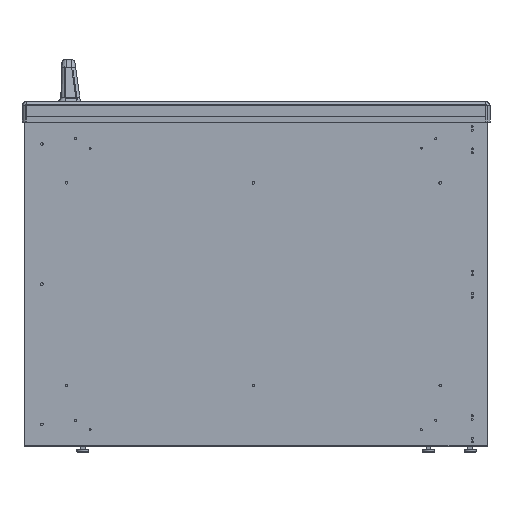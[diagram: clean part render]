
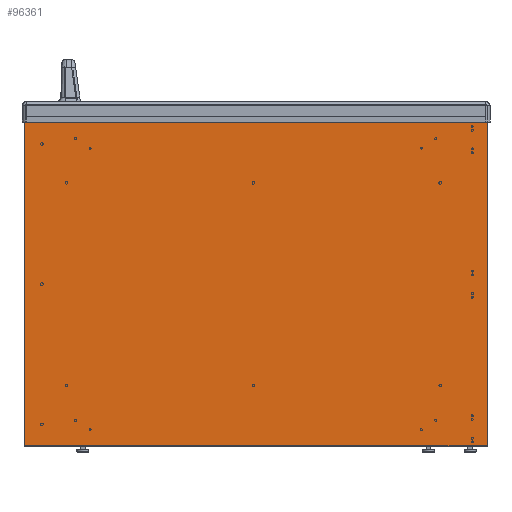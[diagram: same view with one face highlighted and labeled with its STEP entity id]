
A CAD part, front view. The second image highlights one B-rep face of the part: STEP entity #96361.
In plain terms, the highlighted face is planar.
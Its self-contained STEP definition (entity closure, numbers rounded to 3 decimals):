
#96322=CARTESIAN_POINT('',(-896.,396.0,555.0));
#96323=DIRECTION('',(1.0,0.0,0.0));
#96324=DIRECTION('',(0.0,0.0,-1.0));
#96325=AXIS2_PLACEMENT_3D('',#96322,#96323,#96324);
#96326=PLANE('',#96325);
#96327=CARTESIAN_POINT('',(-896.,395.2,554.2));
#96328=VERTEX_POINT('',#96327);
#96329=CARTESIAN_POINT('',(-896.,395.2,0.8));
#96330=VERTEX_POINT('',#96329);
#96331=CARTESIAN_POINT('',(-896.,395.2,554.2));
#96332=DIRECTION('',(0.0,0.0,-1.0));
#96333=VECTOR('',#96332,553.4);
#96334=LINE('',#96331,#96333);
#96335=EDGE_CURVE('',#96328,#96330,#96334,.T.);
#96336=ORIENTED_EDGE('',*,*,#96335,.T.);
#96337=CARTESIAN_POINT('',(-896.,-396.0,0.8));
#96338=VERTEX_POINT('',#96337);
#96339=CARTESIAN_POINT('',(-896.,395.2,0.8));
#96340=DIRECTION('',(0.0,-1.0,0.0));
#96341=VECTOR('',#96340,791.2);
#96342=LINE('',#96339,#96341);
#96343=EDGE_CURVE('',#96330,#96338,#96342,.T.);
#96344=ORIENTED_EDGE('',*,*,#96343,.T.);
#96345=CARTESIAN_POINT('',(-896.,-396.0,554.2));
#96346=VERTEX_POINT('',#96345);
#96347=CARTESIAN_POINT('',(-896.,-396.0,554.2));
#96348=DIRECTION('',(0.0,0.0,-1.0));
#96349=VECTOR('',#96348,553.4);
#96350=LINE('',#96347,#96349);
#96351=EDGE_CURVE('',#96346,#96338,#96350,.T.);
#96352=ORIENTED_EDGE('',*,*,#96351,.F.);
#96353=CARTESIAN_POINT('',(-896.,395.2,554.2));
#96354=DIRECTION('',(0.0,-1.0,0.0));
#96355=VECTOR('',#96354,791.2);
#96356=LINE('',#96353,#96355);
#96357=EDGE_CURVE('',#96346,#96328,#96356,.F.);
#96358=ORIENTED_EDGE('',*,*,#96357,.T.);
#96359=EDGE_LOOP('',(#96336,#96344,#96352,#96358));
#96360=FACE_OUTER_BOUND('',#96359,.T.);
#96361=ADVANCED_FACE('',(#96360),#96326,.F.);
